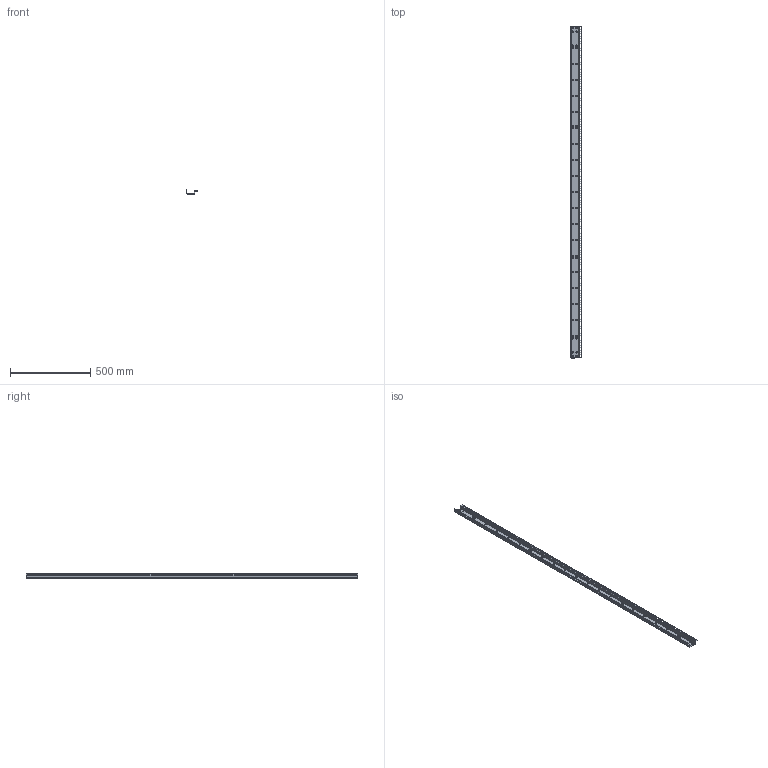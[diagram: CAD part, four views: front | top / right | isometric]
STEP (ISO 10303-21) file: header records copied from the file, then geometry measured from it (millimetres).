
FILE_DESCRIPTION (( 'STEP AP214' ), '1' );
FILE_NAME ('992.047.STEP', '2024-10-04T07:31:39', ( '' ), ( '' ), 'SwSTEP 2.0', 'SolidWorks 2021', '' );
FILE_SCHEMA (( 'AUTOMOTIVE_DESIGN' ));
Length unit declared in the file: millimetre
Products named in the file (1): 992.047
Bounding box: 70 x 2070 x 25 mm (x, y, z)
Volume: 387240.4 mm3; surface area: 419960.9 mm2
Topology: 1 solids, 1 shells, 1250 faces, 3720 edges, 2472 vertices
Faces by surface type: plane 1136, cylinder 114
Entity records: 42582 total; most frequent: CARTESIAN_POINT 7443, ORIENTED_EDGE 7440, DIRECTION 6450, EDGE_CURVE 3720, LINE 3492, VECTOR 3492, VERTEX_POINT 2472, EDGE_LOOP 1914
